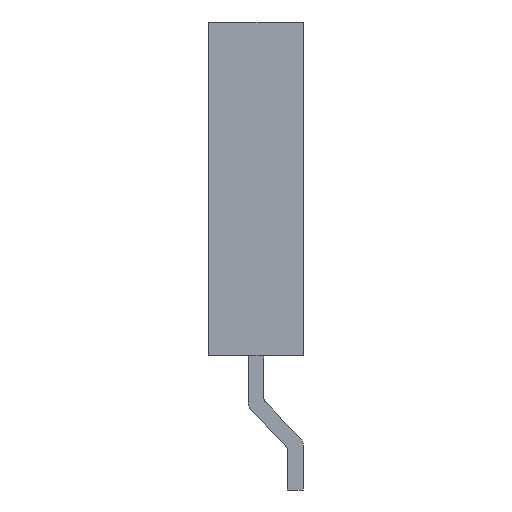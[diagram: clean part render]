
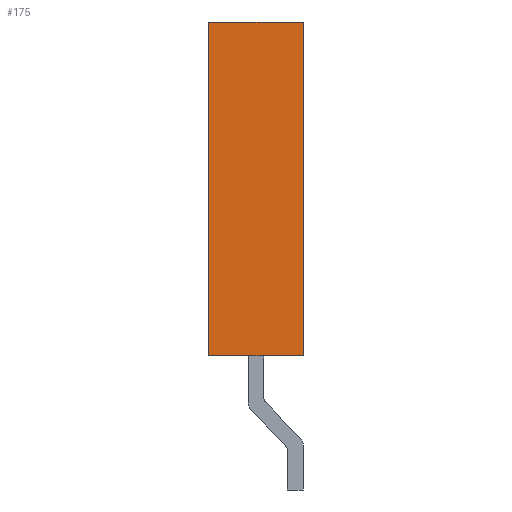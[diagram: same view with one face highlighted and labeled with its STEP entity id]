
A CAD part, left-side view. The second image highlights one B-rep face of the part: STEP entity #175.
In plain terms, the highlighted planar face has unit normal (-1, 0, 0).
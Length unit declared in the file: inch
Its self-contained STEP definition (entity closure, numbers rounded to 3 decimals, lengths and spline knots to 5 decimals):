
#175 = ADVANCED_FACE( '', ( #367 ), #368, .F. );
#367 = FACE_OUTER_BOUND( '', #755, .T. );
#368 = PLANE( '', #756 );
#755 = EDGE_LOOP( '', ( #1223, #1224, #1225, #1226 ) );
#756 = AXIS2_PLACEMENT_3D( '', #1227, #1228, #1229 );
#1223 = ORIENTED_EDGE( '', *, *, #2766, .T. );
#1224 = ORIENTED_EDGE( '', *, *, #2741, .F. );
#1225 = ORIENTED_EDGE( '', *, *, #2767, .F. );
#1226 = ORIENTED_EDGE( '', *, *, #2733, .T. );
#1227 = CARTESIAN_POINT( '', ( -0.31, 0.335, -0.0475 ) );
#1228 = DIRECTION( '', ( 1., 0., 0. ) );
#1229 = DIRECTION( '', ( 0., 0., -1. ) );
#2733 = EDGE_CURVE( '', #3276, #3274, #3277, .T. );
#2741 = EDGE_CURVE( '', #3290, #3292, #3293, .T. );
#2766 = EDGE_CURVE( '', #3274, #3292, #3340, .T. );
#2767 = EDGE_CURVE( '', #3276, #3290, #3341, .T. );
#3274 = VERTEX_POINT( '', #4158 );
#3276 = VERTEX_POINT( '', #4161 );
#3277 = LINE( '', #4162, #4163 );
#3290 = VERTEX_POINT( '', #4182 );
#3292 = VERTEX_POINT( '', #4185 );
#3293 = LINE( '', #4186, #4187 );
#3340 = LINE( '', #4258, #4259 );
#3341 = LINE( '', #4260, #4261 );
#4158 = CARTESIAN_POINT( '', ( -0.31, 0., -0.0475 ) );
#4161 = CARTESIAN_POINT( '', ( -0.31, 0.335, -0.0475 ) );
#4162 = CARTESIAN_POINT( '', ( -0.31, 0.335, -0.0475 ) );
#4163 = VECTOR( '', #5405, 39.37008 );
#4182 = CARTESIAN_POINT( '', ( -0.31, 0.335, 0.0475 ) );
#4185 = CARTESIAN_POINT( '', ( -0.31, 0., 0.0475 ) );
#4186 = CARTESIAN_POINT( '', ( -0.31, 0.335, 0.0475 ) );
#4187 = VECTOR( '', #5413, 39.37008 );
#4258 = CARTESIAN_POINT( '', ( -0.31, 0., -0.0475 ) );
#4259 = VECTOR( '', #5438, 39.37008 );
#4260 = CARTESIAN_POINT( '', ( -0.31, 0.335, -0.0475 ) );
#4261 = VECTOR( '', #5439, 39.37008 );
#5405 = DIRECTION( '', ( 0., -1., 0. ) );
#5413 = DIRECTION( '', ( 0., -1., 0. ) );
#5438 = DIRECTION( '', ( 0., 0., 1. ) );
#5439 = DIRECTION( '', ( 0., 0., 1. ) );
